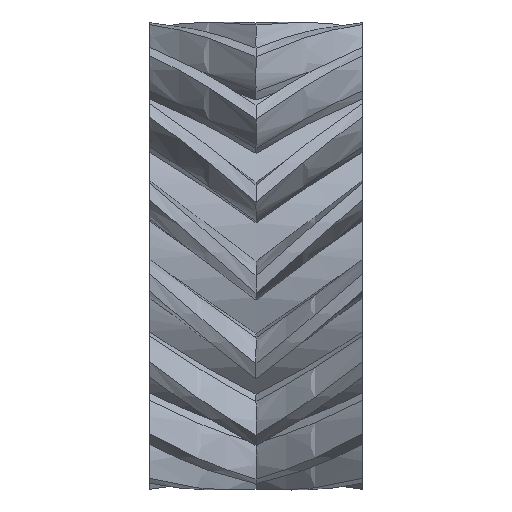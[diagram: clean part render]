
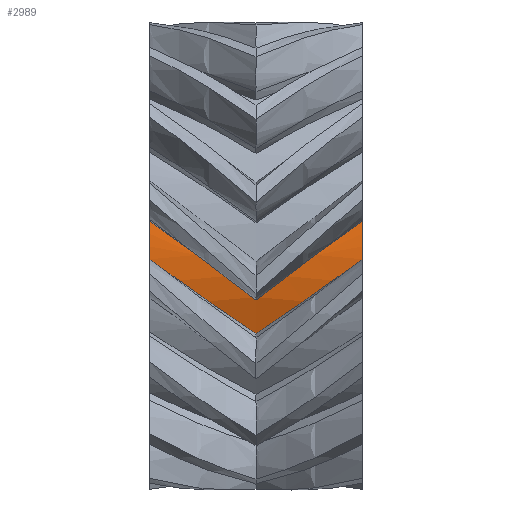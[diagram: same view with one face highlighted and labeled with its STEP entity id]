
A CAD part, left-side view. The second image highlights one B-rep face of the part: STEP entity #2989.
In plain terms, the highlighted cylindrical face has radius 8.943 mm (diameter 17.887 mm), a partial arc.
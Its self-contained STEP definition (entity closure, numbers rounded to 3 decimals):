
#182=CYLINDRICAL_SURFACE('',#3122,8.943);
#211=CIRCLE('',#3088,8.943);
#224=CIRCLE('',#3107,8.943);
#355=FACE_OUTER_BOUND('',#547,.T.);
#547=EDGE_LOOP('',(#2543,#2544,#2545,#2546,#2547,#2548));
#822=B_SPLINE_CURVE_WITH_KNOTS('',3,(#5485,#5486,#5487,#5488,#5489,#5490),
 .UNSPECIFIED.,.F.,.F.,(4,2,4),(0.,0.306,0.617),
 .UNSPECIFIED.);
#841=B_SPLINE_CURVE_WITH_KNOTS('',3,(#5951,#5952,#5953,#5954,#5955,#5956),
 .UNSPECIFIED.,.F.,.F.,(4,2,4),(0.617,0.77,1.233),
 .UNSPECIFIED.);
#983=B_SPLINE_CURVE_WITH_KNOTS('',3,(#9533,#9534,#9535,#9536,#9537,#9538),
 .UNSPECIFIED.,.F.,.F.,(4,2,4),(0.,0.306,0.617),
 .UNSPECIFIED.);
#988=B_SPLINE_CURVE_WITH_KNOTS('',3,(#9722,#9723,#9724,#9725,#9726,#9727),
 .UNSPECIFIED.,.F.,.F.,(4,2,4),(0.617,0.77,1.233),
 .UNSPECIFIED.);
#1162=VERTEX_POINT('',#3781);
#1163=VERTEX_POINT('',#3789);
#1227=VERTEX_POINT('',#4225);
#1228=VERTEX_POINT('',#4233);
#1310=VERTEX_POINT('',#5457);
#1321=VERTEX_POINT('',#5944);
#1472=EDGE_CURVE('',#1163,#1162,#211,.F.);
#1543=EDGE_CURVE('',#1227,#1228,#224,.F.);
#1642=EDGE_CURVE('',#1163,#1310,#822,.T.);
#1661=EDGE_CURVE('',#1321,#1162,#841,.T.);
#1803=EDGE_CURVE('',#1227,#1310,#983,.T.);
#1808=EDGE_CURVE('',#1321,#1228,#988,.T.);
#2543=ORIENTED_EDGE('',*,*,#1808,.T.);
#2544=ORIENTED_EDGE('',*,*,#1543,.F.);
#2545=ORIENTED_EDGE('',*,*,#1803,.T.);
#2546=ORIENTED_EDGE('',*,*,#1642,.F.);
#2547=ORIENTED_EDGE('',*,*,#1472,.T.);
#2548=ORIENTED_EDGE('',*,*,#1661,.F.);
#2989=ADVANCED_FACE('',(#355),#182,.T.);
#3088=AXIS2_PLACEMENT_3D('',#3790,#3191,#3192);
#3107=AXIS2_PLACEMENT_3D('',#4234,#3233,#3234);
#3122=AXIS2_PLACEMENT_3D('',#9721,#3263,#3264);
#3191=DIRECTION('center_axis',(0.,1.,0.));
#3192=DIRECTION('ref_axis',(-0.5,0.,0.866));
#3233=DIRECTION('center_axis',(0.,1.,0.));
#3234=DIRECTION('ref_axis',(-0.5,0.,0.866));
#3263=DIRECTION('center_axis',(0.,-1.,0.));
#3264=DIRECTION('ref_axis',(-0.5,0.,0.866));
#3781=CARTESIAN_POINT('',(231.918,1.4,-48.657));
#3789=CARTESIAN_POINT('',(232.069,1.4,-46.859));
#3790=CARTESIAN_POINT('Origin',(240.86,1.4,-48.501));
#4225=CARTESIAN_POINT('',(232.069,-8.6,-46.859));
#4233=CARTESIAN_POINT('',(231.918,-8.6,-48.657));
#4234=CARTESIAN_POINT('Origin',(240.86,-8.6,-48.501));
#5457=CARTESIAN_POINT('',(232.127,-3.6,-50.428));
#5485=CARTESIAN_POINT('Ctrl Pts',(232.069,1.4,-46.859));
#5486=CARTESIAN_POINT('Ctrl Pts',(231.96,0.571,-47.445));
#5487=CARTESIAN_POINT('Ctrl Pts',(231.909,-0.257,-48.041));
#5488=CARTESIAN_POINT('Ctrl Pts',(231.927,-1.926,-49.24));
#5489=CARTESIAN_POINT('Ctrl Pts',(231.997,-2.762,-49.84));
#5490=CARTESIAN_POINT('Ctrl Pts',(232.127,-3.6,-50.428));
#5944=CARTESIAN_POINT('',(232.692,-3.6,-52.141));
#5951=CARTESIAN_POINT('Ctrl Pts',(232.692,-3.6,-52.141));
#5952=CARTESIAN_POINT('Ctrl Pts',(232.57,-3.186,-51.869));
#5953=CARTESIAN_POINT('Ctrl Pts',(232.463,-2.772,-51.591));
#5954=CARTESIAN_POINT('Ctrl Pts',(232.086,-1.102,-50.452));
#5955=CARTESIAN_POINT('Ctrl Pts',(231.934,0.145,-49.558));
#5956=CARTESIAN_POINT('Ctrl Pts',(231.918,1.4,-48.657));
#9533=CARTESIAN_POINT('Ctrl Pts',(232.069,-8.6,-46.859));
#9534=CARTESIAN_POINT('Ctrl Pts',(231.96,-7.771,-47.445));
#9535=CARTESIAN_POINT('Ctrl Pts',(231.909,-6.943,-48.041));
#9536=CARTESIAN_POINT('Ctrl Pts',(231.927,-5.274,-49.24));
#9537=CARTESIAN_POINT('Ctrl Pts',(231.997,-4.438,-49.84));
#9538=CARTESIAN_POINT('Ctrl Pts',(232.127,-3.6,-50.428));
#9721=CARTESIAN_POINT('Origin',(240.86,1.4,-48.501));
#9722=CARTESIAN_POINT('Ctrl Pts',(232.692,-3.6,-52.141));
#9723=CARTESIAN_POINT('Ctrl Pts',(232.57,-4.014,-51.869));
#9724=CARTESIAN_POINT('Ctrl Pts',(232.463,-4.428,-51.591));
#9725=CARTESIAN_POINT('Ctrl Pts',(232.086,-6.098,-50.452));
#9726=CARTESIAN_POINT('Ctrl Pts',(231.934,-7.345,-49.558));
#9727=CARTESIAN_POINT('Ctrl Pts',(231.918,-8.6,-48.657));
